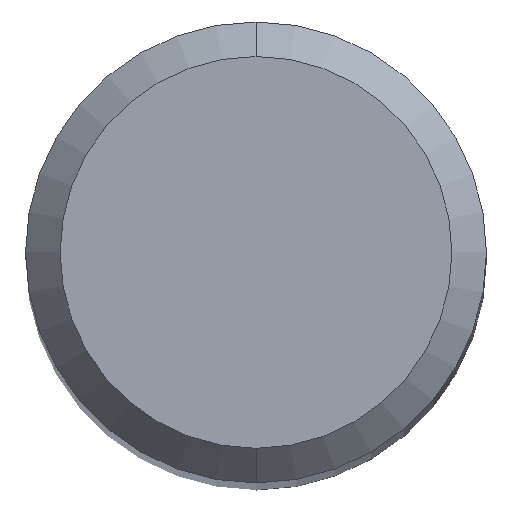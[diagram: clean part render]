
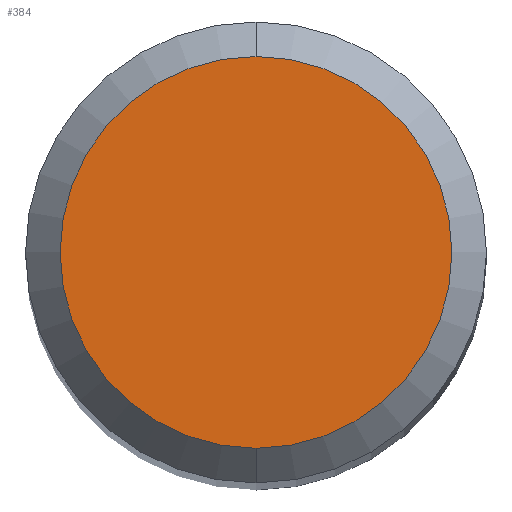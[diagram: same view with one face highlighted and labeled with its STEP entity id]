
A CAD part, top view. The second image highlights one B-rep face of the part: STEP entity #384.
In plain terms, the highlighted planar face has unit normal (0, 0, 1).
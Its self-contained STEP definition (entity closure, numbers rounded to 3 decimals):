
#178=VERTEX_POINT('',#472);
#226=VERTEX_POINT('',#525);
#256=EDGE_CURVE('',#178,#226,#558,.T.);
#350=EDGE_CURVE('',#226,#178,#657,.T.);
#384=ADVANCED_FACE('',(#695),#696,.T.);
#472=CARTESIAN_POINT('',(0.0,1.7,0.0));
#525=CARTESIAN_POINT('',(0.,-1.7,0.0));
#558=CIRCLE('',#947,1.7);
#657=CIRCLE('',#1206,1.7);
#695=FACE_OUTER_BOUND('',#1269,.T.);
#696=PLANE('',#1270);
#947=AXIS2_PLACEMENT_3D('',#1480,#1481,#1482);
#1206=AXIS2_PLACEMENT_3D('',#1577,#1578,#1579);
#1269=EDGE_LOOP('',(#1633,#1634));
#1270=AXIS2_PLACEMENT_3D('',#1635,#1636,#1637);
#1480=CARTESIAN_POINT('',(0.0,0.0,0.0));
#1481=DIRECTION('',(0.0,0.0,-1.0));
#1482=DIRECTION('',(0.0,1.0,0.0));
#1577=CARTESIAN_POINT('',(0.0,0.0,0.0));
#1578=DIRECTION('',(0.0,0.0,-1.0));
#1579=DIRECTION('',(0.0,1.0,0.0));
#1633=ORIENTED_EDGE('',*,*,#256,.F.);
#1634=ORIENTED_EDGE('',*,*,#350,.F.);
#1635=CARTESIAN_POINT('',(0.0,0.85,0.0));
#1636=DIRECTION('',(-0.0,0.0,1.0));
#1637=DIRECTION('',(0.0,-1.0,0.0));
